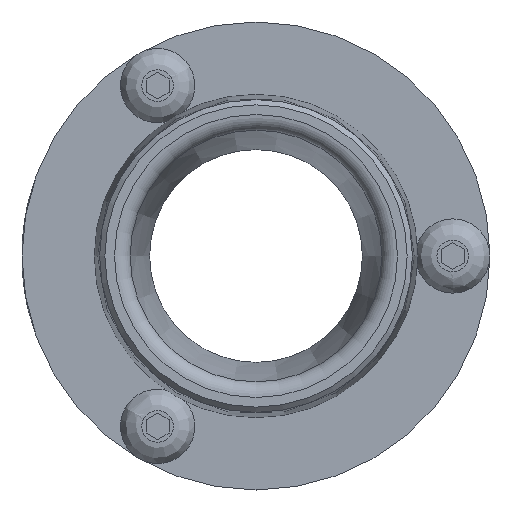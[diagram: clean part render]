
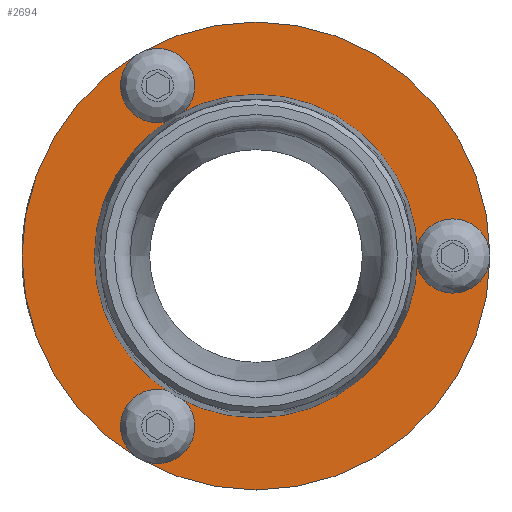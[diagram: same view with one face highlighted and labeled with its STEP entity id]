
A CAD part, left-side view. The second image highlights one B-rep face of the part: STEP entity #2694.
In plain terms, the highlighted planar face has unit normal (-1, 0, 0).
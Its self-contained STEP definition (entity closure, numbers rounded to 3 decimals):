
#2411=CARTESIAN_POINT('',(29.234,23.916,-0.879));
#2412=VERTEX_POINT('',#2411);
#2413=CARTESIAN_POINT('',(29.234,23.986,-1.001));
#2414=DIRECTION('',(1.0,0.0,0.0));
#2415=DIRECTION('',(0.0,0.5,-0.866));
#2416=AXIS2_PLACEMENT_3D('',#2413,#2414,#2415);
#2417=CIRCLE('',#2416,0.141);
#2418=EDGE_CURVE('',#2412,#2412,#2417,.T.);
#2439=CARTESIAN_POINT('',(29.234,23.916,0.879));
#2440=VERTEX_POINT('',#2439);
#2441=CARTESIAN_POINT('',(29.234,23.986,1.001));
#2442=DIRECTION('',(1.0,0.0,0.0));
#2443=DIRECTION('',(0.0,0.5,0.866));
#2444=AXIS2_PLACEMENT_3D('',#2441,#2442,#2443);
#2445=CIRCLE('',#2444,0.141);
#2446=EDGE_CURVE('',#2440,#2440,#2445,.T.);
#2467=CARTESIAN_POINT('',(29.234,22.392,0.));
#2468=VERTEX_POINT('',#2467);
#2469=CARTESIAN_POINT('',(29.234,22.252,0.0));
#2470=DIRECTION('',(1.0,0.0,0.0));
#2471=DIRECTION('',(0.0,-1.0,0.0));
#2472=AXIS2_PLACEMENT_3D('',#2469,#2470,#2471);
#2473=CIRCLE('',#2472,0.141);
#2474=EDGE_CURVE('',#2468,#2468,#2473,.T.);
#2651=CARTESIAN_POINT('',(29.234,24.263,0.0));
#2652=VERTEX_POINT('',#2651);
#2653=CARTESIAN_POINT('',(29.234,23.408,0.0));
#2654=DIRECTION('',(1.0,0.0,0.0));
#2655=DIRECTION('',(0.0,1.0,0.0));
#2656=AXIS2_PLACEMENT_3D('',#2653,#2654,#2655);
#2657=CIRCLE('',#2656,0.855);
#2658=EDGE_CURVE('',#2652,#2652,#2657,.T.);
#2666=CARTESIAN_POINT('',(29.234,24.523,0.0));
#2667=DIRECTION('',(-1.0,0.0,0.0));
#2668=DIRECTION('',(0.0,0.0,1.0));
#2669=AXIS2_PLACEMENT_3D('',#2666,#2667,#2668);
#2670=PLANE('',#2669);
#2671=CARTESIAN_POINT('',(29.234,24.783,0.0));
#2672=VERTEX_POINT('',#2671);
#2673=CARTESIAN_POINT('',(29.234,23.408,0.0));
#2674=DIRECTION('',(1.0,0.0,0.0));
#2675=DIRECTION('',(0.0,1.0,0.0));
#2676=AXIS2_PLACEMENT_3D('',#2673,#2674,#2675);
#2677=CIRCLE('',#2676,1.375);
#2678=EDGE_CURVE('',#2672,#2672,#2677,.T.);
#2679=ORIENTED_EDGE('',*,*,#2678,.F.);
#2680=EDGE_LOOP('',(#2679));
#2681=FACE_OUTER_BOUND('',#2680,.T.);
#2682=ORIENTED_EDGE('',*,*,#2418,.T.);
#2683=EDGE_LOOP('',(#2682));
#2684=FACE_BOUND('',#2683,.T.);
#2685=ORIENTED_EDGE('',*,*,#2446,.T.);
#2686=EDGE_LOOP('',(#2685));
#2687=FACE_BOUND('',#2686,.T.);
#2688=ORIENTED_EDGE('',*,*,#2474,.T.);
#2689=EDGE_LOOP('',(#2688));
#2690=FACE_BOUND('',#2689,.T.);
#2691=ORIENTED_EDGE('',*,*,#2658,.T.);
#2692=EDGE_LOOP('',(#2691));
#2693=FACE_BOUND('',#2692,.T.);
#2694=ADVANCED_FACE('',(#2681,#2684,#2687,#2690,#2693),#2670,.T.);
